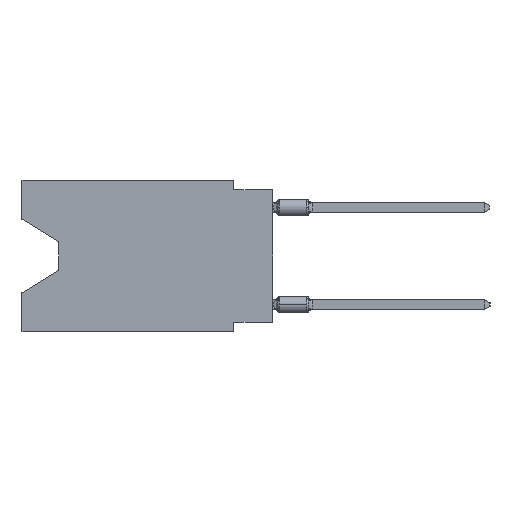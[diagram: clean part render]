
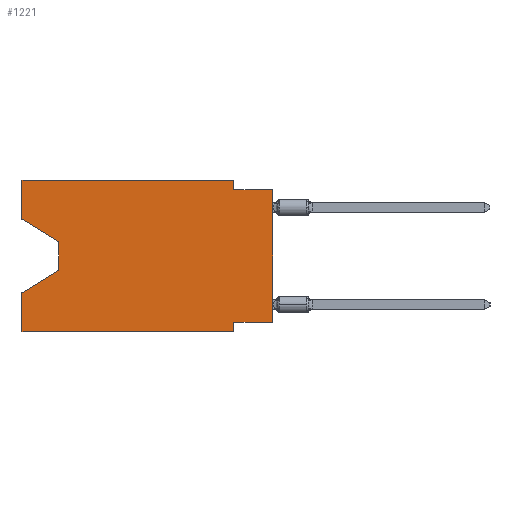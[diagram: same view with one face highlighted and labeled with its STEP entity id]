
A CAD part, left-side view. The second image highlights one B-rep face of the part: STEP entity #1221.
In plain terms, the highlighted planar face has unit normal (-1, 0, 0).
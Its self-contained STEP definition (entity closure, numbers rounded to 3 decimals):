
#308 = CARTESIAN_POINT ( 'NONE',  ( 0., 16.383, -9.906 ) ) ;
#784 = EDGE_CURVE ( 'NONE', #20117, #4352, #14540, .T. ) ;
#1037 = DIRECTION ( 'NONE',  ( 0., 0., 1. ) ) ;
#1221 = ADVANCED_FACE ( 'NONE', ( #39169 ), #17812, .F. ) ;
#1700 = CARTESIAN_POINT ( 'NONE',  ( 0., 16.383, 0. ) ) ;
#2326 = CARTESIAN_POINT ( 'NONE',  ( 0., 16.383, 0. ) ) ;
#2869 = VECTOR ( 'NONE', #1037, 1000. ) ;
#2974 = DIRECTION ( 'NONE',  ( 0., 1., 0. ) ) ;
#3038 = CARTESIAN_POINT ( 'NONE',  ( 0., 2.54, -9.906 ) ) ;
#3054 = DIRECTION ( 'NONE',  ( 0., 0., -1. ) ) ;
#3180 = LINE ( 'NONE', #34317, #17859 ) ;
#3212 = AXIS2_PLACEMENT_3D ( 'NONE', #30459, #10967, #35858 ) ;
#3453 = ORIENTED_EDGE ( 'NONE', *, *, #16088, .T. ) ;
#4352 = VERTEX_POINT ( 'NONE', #28943 ) ;
#4895 = EDGE_CURVE ( 'NONE', #29383, #6233, #36556, .T. ) ;
#5607 = DIRECTION ( 'NONE',  ( 0., -1., 0. ) ) ;
#5777 = ORIENTED_EDGE ( 'NONE', *, *, #36525, .T. ) ;
#6017 = DIRECTION ( 'NONE',  ( 0., -1., 0. ) ) ;
#6137 = VERTEX_POINT ( 'NONE', #26441 ) ;
#6233 = VERTEX_POINT ( 'NONE', #2326 ) ;
#6480 = EDGE_CURVE ( 'NONE', #28857, #4352, #26998, .T. ) ;
#8480 = ORIENTED_EDGE ( 'NONE', *, *, #35216, .T. ) ;
#9059 = CARTESIAN_POINT ( 'NONE',  ( 0., 2.54, 0. ) ) ;
#9220 = EDGE_CURVE ( 'NONE', #23616, #9659, #40442, .T. ) ;
#9299 = DIRECTION ( 'NONE',  ( 0., -1., 0. ) ) ;
#9659 = VERTEX_POINT ( 'NONE', #3038 ) ;
#10967 = DIRECTION ( 'NONE',  ( 1., 0., 0. ) ) ;
#11223 = DIRECTION ( 'NONE',  ( 0., 0., 1. ) ) ;
#11253 = LINE ( 'NONE', #27244, #19509 ) ;
#11957 = CARTESIAN_POINT ( 'NONE',  ( 0., 16.383, -7.36 ) ) ;
#12511 = VECTOR ( 'NONE', #5607, 1000. ) ;
#12947 = DIRECTION ( 'NONE',  ( 0., 0.855, -0.519 ) ) ;
#14058 = CARTESIAN_POINT ( 'NONE',  ( 0., 0., -9.271 ) ) ;
#14375 = DIRECTION ( 'NONE',  ( 0., 0., 1. ) ) ;
#14512 = ORIENTED_EDGE ( 'NONE', *, *, #21803, .F. ) ;
#14540 = LINE ( 'NONE', #27620, #18464 ) ;
#15546 = EDGE_CURVE ( 'NONE', #23616, #22243, #33422, .T. ) ;
#15717 = CARTESIAN_POINT ( 'NONE',  ( 0., 2.54, -9.906 ) ) ;
#15929 = LINE ( 'NONE', #15717, #19862 ) ;
#16038 = VECTOR ( 'NONE', #14375, 1000. ) ;
#16088 = EDGE_CURVE ( 'NONE', #6137, #33982, #11253, .T. ) ;
#16314 = ORIENTED_EDGE ( 'NONE', *, *, #6480, .T. ) ;
#16714 = DIRECTION ( 'NONE',  ( 0., 0., -1. ) ) ;
#16860 = VECTOR ( 'NONE', #11223, 1000. ) ;
#17208 = ORIENTED_EDGE ( 'NONE', *, *, #35413, .F. ) ;
#17463 = CARTESIAN_POINT ( 'NONE',  ( 0., 16.383, -2.546 ) ) ;
#17473 = DIRECTION ( 'NONE',  ( 0., 0., -1. ) ) ;
#17812 = PLANE ( 'NONE',  #3212 ) ;
#17832 = ORIENTED_EDGE ( 'NONE', *, *, #15546, .F. ) ;
#17859 = VECTOR ( 'NONE', #12947, 1000. ) ;
#18241 = CARTESIAN_POINT ( 'NONE',  ( 0., 16.383, 0. ) ) ;
#18258 = VERTEX_POINT ( 'NONE', #9059 ) ;
#18464 = VECTOR ( 'NONE', #6017, 1000. ) ;
#19196 = CARTESIAN_POINT ( 'NONE',  ( 0., 2.54, -9.271 ) ) ;
#19408 = CARTESIAN_POINT ( 'NONE',  ( 0., 2.54, 0. ) ) ;
#19507 = VECTOR ( 'NONE', #9299, 1000. ) ;
#19509 = VECTOR ( 'NONE', #17473, 1000. ) ;
#19862 = VECTOR ( 'NONE', #3054, 1000. ) ;
#20117 = VERTEX_POINT ( 'NONE', #34044 ) ;
#21803 = EDGE_CURVE ( 'NONE', #6233, #18258, #31288, .T. ) ;
#22234 = ORIENTED_EDGE ( 'NONE', *, *, #784, .F. ) ;
#22243 = VERTEX_POINT ( 'NONE', #11957 ) ;
#23145 = EDGE_LOOP ( 'NONE', ( #8480, #3453, #5777, #17832, #36314, #17208, #38276, #16314, #22234, #37870, #14512, #31750 ) ) ;
#23439 = CARTESIAN_POINT ( 'NONE',  ( 0., 13.97, -5.893 ) ) ;
#23504 = DIRECTION ( 'NONE',  ( 0., -0.855, -0.519 ) ) ;
#23616 = VERTEX_POINT ( 'NONE', #308 ) ;
#24225 = VERTEX_POINT ( 'NONE', #19196 ) ;
#25327 = CARTESIAN_POINT ( 'NONE',  ( 0., 16.383, -9.906 ) ) ;
#25734 = VECTOR ( 'NONE', #23504, 1000. ) ;
#26441 = CARTESIAN_POINT ( 'NONE',  ( 0., 13.97, -4.013 ) ) ;
#26998 = LINE ( 'NONE', #36101, #2869 ) ;
#27139 = EDGE_CURVE ( 'NONE', #18258, #20117, #35783, .T. ) ;
#27244 = CARTESIAN_POINT ( 'NONE',  ( 0., 13.97, -4.013 ) ) ;
#27573 = EDGE_CURVE ( 'NONE', #28857, #24225, #28100, .T. ) ;
#27620 = CARTESIAN_POINT ( 'NONE',  ( 0., 0., -0.635 ) ) ;
#28100 = LINE ( 'NONE', #31400, #28403 ) ;
#28403 = VECTOR ( 'NONE', #2974, 1000. ) ;
#28857 = VERTEX_POINT ( 'NONE', #14058 ) ;
#28943 = CARTESIAN_POINT ( 'NONE',  ( 0., 0., -0.635 ) ) ;
#29383 = VERTEX_POINT ( 'NONE', #38891 ) ;
#30120 = LINE ( 'NONE', #17463, #25734 ) ;
#30459 = CARTESIAN_POINT ( 'NONE',  ( 0., 16.383, 0. ) ) ;
#31288 = LINE ( 'NONE', #18241, #19507 ) ;
#31400 = CARTESIAN_POINT ( 'NONE',  ( 0., 0., -9.271 ) ) ;
#31750 = ORIENTED_EDGE ( 'NONE', *, *, #4895, .F. ) ;
#33422 = LINE ( 'NONE', #39623, #16860 ) ;
#33982 = VERTEX_POINT ( 'NONE', #23439 ) ;
#34044 = CARTESIAN_POINT ( 'NONE',  ( 0., 2.54, -0.635 ) ) ;
#34317 = CARTESIAN_POINT ( 'NONE',  ( 0., 13.97, -5.893 ) ) ;
#35216 = EDGE_CURVE ( 'NONE', #29383, #6137, #30120, .T. ) ;
#35413 = EDGE_CURVE ( 'NONE', #24225, #9659, #15929, .T. ) ;
#35783 = LINE ( 'NONE', #19408, #40288 ) ;
#35858 = DIRECTION ( 'NONE',  ( 0., 0., -1. ) ) ;
#36101 = CARTESIAN_POINT ( 'NONE',  ( 0., 0., 0. ) ) ;
#36314 = ORIENTED_EDGE ( 'NONE', *, *, #9220, .T. ) ;
#36525 = EDGE_CURVE ( 'NONE', #33982, #22243, #3180, .T. ) ;
#36556 = LINE ( 'NONE', #1700, #16038 ) ;
#37870 = ORIENTED_EDGE ( 'NONE', *, *, #27139, .F. ) ;
#38276 = ORIENTED_EDGE ( 'NONE', *, *, #27573, .F. ) ;
#38891 = CARTESIAN_POINT ( 'NONE',  ( 0., 16.383, -2.546 ) ) ;
#39169 = FACE_OUTER_BOUND ( 'NONE', #23145, .T. ) ;
#39623 = CARTESIAN_POINT ( 'NONE',  ( 0., 16.383, 0. ) ) ;
#40288 = VECTOR ( 'NONE', #16714, 1000. ) ;
#40442 = LINE ( 'NONE', #25327, #12511 ) ;
